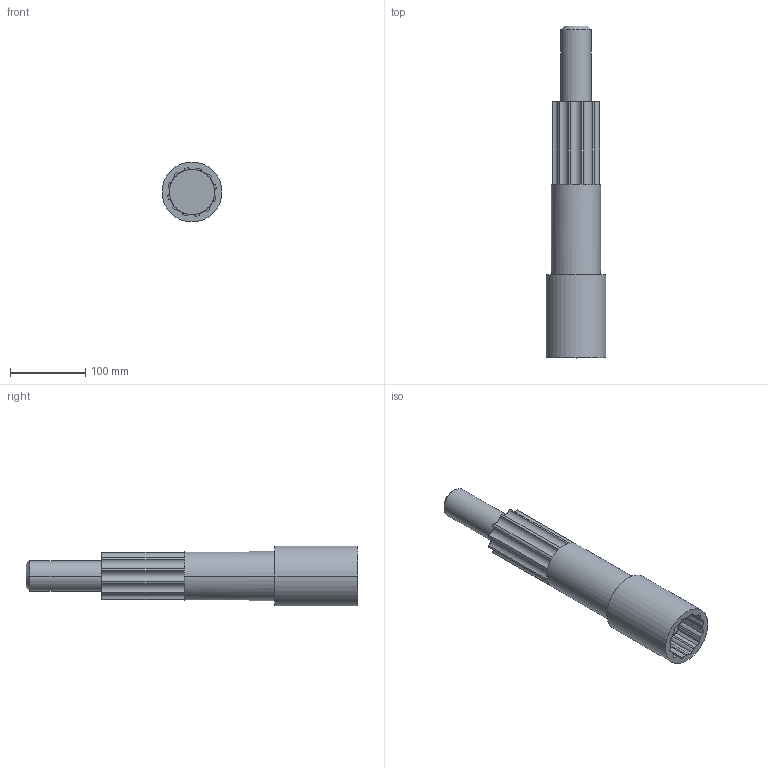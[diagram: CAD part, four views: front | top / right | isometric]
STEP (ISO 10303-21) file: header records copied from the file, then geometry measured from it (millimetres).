
FILE_DESCRIPTION(('produced by SPATIAL CORP'),'2;1');
FILE_NAME( 'pinion_shaft.prt.hh.sat.stp','2002-04-19T14:13:17+00:00',('SPATIAL CORP'),('SPATIAL CORP'), 'ACIS STEP Husk','http://www.spatial.com','SPATIAL CORP');
FILE_SCHEMA(('CONFIG_CONTROL_DESIGN'));
Length unit declared in the file: millimetre
Products named in the file (1): PRODUCT_ID_1
Bounding box: 79.42 x 440 x 79.42 mm (x, y, z)
Volume: 1124739.4 mm3; surface area: 118802.8 mm2
Topology: 1 solids, 1 shells, 90 faces, 248 edges, 164 vertices
Faces by surface type: cylinder 58, plane 30, cone 2
Entity records: 3049 total; most frequent: DIRECTION 592, CARTESIAN_POINT 502, ORIENTED_EDGE 496, AXIS2_PLACEMENT_3D 254, EDGE_CURVE 248, VERTEX_POINT 164, CIRCLE 164, EDGE_LOOP 94
